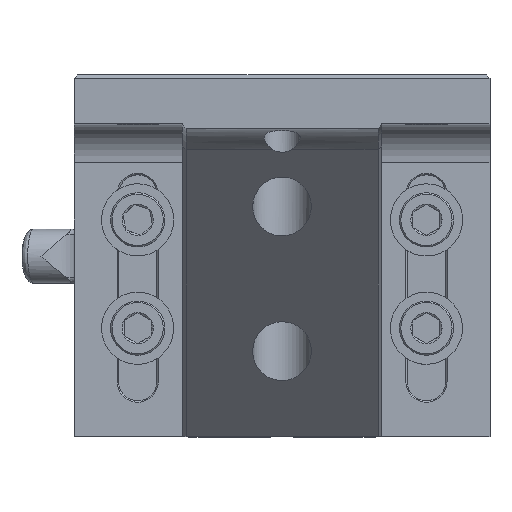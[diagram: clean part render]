
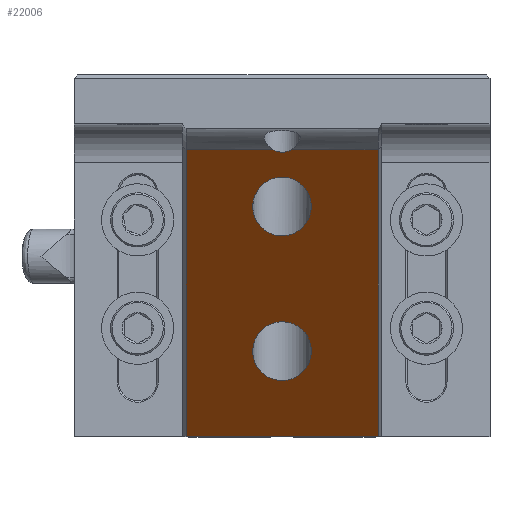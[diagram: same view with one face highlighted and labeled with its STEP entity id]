
A CAD part, top view. The second image highlights one B-rep face of the part: STEP entity #22006.
In plain terms, the highlighted planar face has unit normal (0, -0.707, 0.707).
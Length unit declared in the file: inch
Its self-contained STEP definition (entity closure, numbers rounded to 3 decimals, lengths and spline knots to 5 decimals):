
#184 = ORIENTED_EDGE ( 'NONE', *, *, #2424, .T. ) ;
#474 = CARTESIAN_POINT ( 'NONE',  ( 0.665, -1.25, 1.43 ) ) ;
#583 = EDGE_LOOP ( 'NONE', ( #10656, #16939, #31025, #32313, #38321, #6477 ) ) ;
#1054 = CARTESIAN_POINT ( 'NONE',  ( -0.203, -0.066, 2.614 ) ) ;
#1228 = LINE ( 'NONE', #32657, #24457 ) ;
#1832 = CARTESIAN_POINT ( 'NONE',  ( 0.203, -1.066, 1.614 ) ) ;
#2193 = VECTOR ( 'NONE', #12104, 39.37008 ) ;
#2407 = CARTESIAN_POINT ( 'NONE',  ( -0.203, 0.746, 3.426 ) ) ;
#2424 = EDGE_CURVE ( 'NONE', #32097, #31595, #14887, .T. ) ;
#3818 = EDGE_CURVE ( 'NONE', #27192, #5388, #31128, .T. ) ;
#5130 = DIRECTION ( 'NONE',  ( 1., 0., 0. ) ) ;
#5351 = CARTESIAN_POINT ( 'NONE',  ( 0., -1.25, 1.43 ) ) ;
#5388 = VERTEX_POINT ( 'NONE', #31378 ) ;
#5593 =( BOUNDED_CURVE ( )  B_SPLINE_CURVE ( 3, ( #23668, #8468, #26640, #8591 ),
 .UNSPECIFIED., .F., .F. ) 
 B_SPLINE_CURVE_WITH_KNOTS ( ( 4, 4 ),
 ( 1.5708, 4.71239 ),
 .UNSPECIFIED. ) 
 CURVE ( )  GEOMETRIC_REPRESENTATION_ITEM ( )  RATIONAL_B_SPLINE_CURVE ( ( 1., 0.333, 0.333, 1. ) ) 
 REPRESENTATION_ITEM ( '' )  );
#6076 = VERTEX_POINT ( 'NONE', #19609 ) ;
#6477 = ORIENTED_EDGE ( 'NONE', *, *, #39143, .T. ) ;
#6601 = LINE ( 'NONE', #23270, #22723 ) ;
#7367 = CARTESIAN_POINT ( 'NONE',  ( 0.06553, 0.73355, 3.41355 ) ) ;
#7602 = EDGE_CURVE ( 'NONE', #35000, #16385, #14061, .T. ) ;
#7786 = FACE_BOUND ( 'NONE', #30546, .T. ) ;
#8060 = CARTESIAN_POINT ( 'NONE',  ( -0.203, -1.066, 1.614 ) ) ;
#8289 = PLANE ( 'NONE',  #20175 ) ;
#8429 = DIRECTION ( 'NONE',  ( 0., -0.707, -0.707 ) ) ;
#8468 = CARTESIAN_POINT ( 'NONE',  ( -0.203, -0.254, 2.426 ) ) ;
#8534 = CARTESIAN_POINT ( 'NONE',  ( -0.203, 0.34, 3.02 ) ) ;
#8591 = CARTESIAN_POINT ( 'NONE',  ( 0.203, -0.66, 2.02 ) ) ;
#8687 = EDGE_CURVE ( 'NONE', #35000, #5388, #9722, .T. ) ;
#9090 = CARTESIAN_POINT ( 'NONE',  ( 0., 0.73355, 3.41355 ) ) ;
#9242 = VECTOR ( 'NONE', #32506, 39.37008 ) ;
#9722 =( BOUNDED_CURVE ( )  B_SPLINE_CURVE ( 3, ( #31391, #28325, #34411, #16364 ),
 .UNSPECIFIED., .F., .F. ) 
 B_SPLINE_CURVE_WITH_KNOTS ( ( 4, 4 ),
 ( 2.58977, 3.69341 ),
 .UNSPECIFIED. ) 
 CURVE ( )  GEOMETRIC_REPRESENTATION_ITEM ( )  RATIONAL_B_SPLINE_CURVE ( ( 1., 0.901, 0.901, 1. ) ) 
 REPRESENTATION_ITEM ( '' )  );
#10656 = ORIENTED_EDGE ( 'NONE', *, *, #7602, .F. ) ;
#11532 =( BOUNDED_CURVE ( )  B_SPLINE_CURVE ( 3, ( #16156, #34205, #1054, #22249 ),
 .UNSPECIFIED., .F., .F. ) 
 B_SPLINE_CURVE_WITH_KNOTS ( ( 4, 4 ),
 ( 4.71239, 7.85398 ),
 .UNSPECIFIED. ) 
 CURVE ( )  GEOMETRIC_REPRESENTATION_ITEM ( )  RATIONAL_B_SPLINE_CURVE ( ( 1., 0.333, 0.333, 1. ) ) 
 REPRESENTATION_ITEM ( '' )  );
#12104 = DIRECTION ( 'NONE',  ( 1., 0., 0. ) ) ;
#13214 =( BOUNDED_CURVE ( )  B_SPLINE_CURVE ( 3, ( #8534, #2407, #35666, #17662 ),
 .UNSPECIFIED., .F., .F. ) 
 B_SPLINE_CURVE_WITH_KNOTS ( ( 4, 4 ),
 ( 1.5708, 4.71239 ),
 .UNSPECIFIED. ) 
 CURVE ( )  GEOMETRIC_REPRESENTATION_ITEM ( )  RATIONAL_B_SPLINE_CURVE ( ( 1., 0.333, 0.333, 1. ) ) 
 REPRESENTATION_ITEM ( '' )  );
#14017 = CARTESIAN_POINT ( 'NONE',  ( -0.665, 0.73355, 3.41355 ) ) ;
#14061 = LINE ( 'NONE', #9090, #2193 ) ;
#14157 = CARTESIAN_POINT ( 'NONE',  ( -0.203, -0.66, 2.02 ) ) ;
#14816 = VERTEX_POINT ( 'NONE', #474 ) ;
#14887 =( BOUNDED_CURVE ( )  B_SPLINE_CURVE ( 3, ( #32219, #1832, #8060, #14157 ),
 .UNSPECIFIED., .F., .F. ) 
 B_SPLINE_CURVE_WITH_KNOTS ( ( 4, 4 ),
 ( 4.71239, 7.85398 ),
 .UNSPECIFIED. ) 
 CURVE ( )  GEOMETRIC_REPRESENTATION_ITEM ( )  RATIONAL_B_SPLINE_CURVE ( ( 1., 0.333, 0.333, 1. ) ) 
 REPRESENTATION_ITEM ( '' )  );
#16156 = CARTESIAN_POINT ( 'NONE',  ( 0.203, 0.34, 3.02 ) ) ;
#16282 = ORIENTED_EDGE ( 'NONE', *, *, #37358, .T. ) ;
#16364 = CARTESIAN_POINT ( 'NONE',  ( -0.06553, 0.73355, 3.41355 ) ) ;
#16385 = VERTEX_POINT ( 'NONE', #20490 ) ;
#16787 = FACE_OUTER_BOUND ( 'NONE', #583, .T. ) ;
#16827 = CARTESIAN_POINT ( 'NONE',  ( -0.665, -1.25, 1.43 ) ) ;
#16887 = ORIENTED_EDGE ( 'NONE', *, *, #24701, .T. ) ;
#16939 = ORIENTED_EDGE ( 'NONE', *, *, #8687, .T. ) ;
#17060 = EDGE_CURVE ( 'NONE', #27192, #18592, #17292, .T. ) ;
#17292 = LINE ( 'NONE', #29554, #9242 ) ;
#17662 = CARTESIAN_POINT ( 'NONE',  ( 0.203, 0.34, 3.02 ) ) ;
#17723 = VERTEX_POINT ( 'NONE', #31104 ) ;
#18016 = CARTESIAN_POINT ( 'NONE',  ( -0.203, -0.66, 2.02 ) ) ;
#18592 = VERTEX_POINT ( 'NONE', #16827 ) ;
#19535 = EDGE_CURVE ( 'NONE', #6076, #17723, #11532, .T. ) ;
#19609 = CARTESIAN_POINT ( 'NONE',  ( 0.203, 0.34, 3.02 ) ) ;
#20175 = AXIS2_PLACEMENT_3D ( 'NONE', #5351, #26481, #8429 ) ;
#20490 = CARTESIAN_POINT ( 'NONE',  ( 0.665, 0.73355, 3.41355 ) ) ;
#21071 = EDGE_LOOP ( 'NONE', ( #184, #16282 ) ) ;
#22006 = ADVANCED_FACE ( 'NONE', ( #30920, #16787, #7786 ), #8289, .F. ) ;
#22186 = VECTOR ( 'NONE', #32165, 39.37008 ) ;
#22249 = CARTESIAN_POINT ( 'NONE',  ( -0.203, 0.34, 3.02 ) ) ;
#22723 = VECTOR ( 'NONE', #5130, 39.37008 ) ;
#23270 = CARTESIAN_POINT ( 'NONE',  ( 0., -1.25, 1.43 ) ) ;
#23418 = EDGE_CURVE ( 'NONE', #18592, #14816, #6601, .T. ) ;
#23668 = CARTESIAN_POINT ( 'NONE',  ( -0.203, -0.66, 2.02 ) ) ;
#24168 = CARTESIAN_POINT ( 'NONE',  ( 0.203, -0.66, 2.02 ) ) ;
#24457 = VECTOR ( 'NONE', #29577, 39.37008 ) ;
#24701 = EDGE_CURVE ( 'NONE', #17723, #6076, #13214, .T. ) ;
#26481 = DIRECTION ( 'NONE',  ( 0., 0.707, -0.707 ) ) ;
#26640 = CARTESIAN_POINT ( 'NONE',  ( 0.203, -0.254, 2.426 ) ) ;
#27192 = VERTEX_POINT ( 'NONE', #14017 ) ;
#28325 = CARTESIAN_POINT ( 'NONE',  ( 0.02424, 0.70814, 3.38814 ) ) ;
#29103 = CARTESIAN_POINT ( 'NONE',  ( 0., 0.73355, 3.41355 ) ) ;
#29554 = CARTESIAN_POINT ( 'NONE',  ( -0.665, -1.25, 1.43 ) ) ;
#29577 = DIRECTION ( 'NONE',  ( 0., 0.707, 0.707 ) ) ;
#30546 = EDGE_LOOP ( 'NONE', ( #34413, #16887 ) ) ;
#30920 = FACE_BOUND ( 'NONE', #21071, .T. ) ;
#31025 = ORIENTED_EDGE ( 'NONE', *, *, #3818, .F. ) ;
#31104 = CARTESIAN_POINT ( 'NONE',  ( -0.203, 0.34, 3.02 ) ) ;
#31128 = LINE ( 'NONE', #29103, #22186 ) ;
#31378 = CARTESIAN_POINT ( 'NONE',  ( -0.06553, 0.73355, 3.41355 ) ) ;
#31391 = CARTESIAN_POINT ( 'NONE',  ( 0.06553, 0.73355, 3.41355 ) ) ;
#31595 = VERTEX_POINT ( 'NONE', #18016 ) ;
#32097 = VERTEX_POINT ( 'NONE', #24168 ) ;
#32165 = DIRECTION ( 'NONE',  ( 1., 0., 0. ) ) ;
#32219 = CARTESIAN_POINT ( 'NONE',  ( 0.203, -0.66, 2.02 ) ) ;
#32313 = ORIENTED_EDGE ( 'NONE', *, *, #17060, .T. ) ;
#32506 = DIRECTION ( 'NONE',  ( 0., -0.707, -0.707 ) ) ;
#32657 = CARTESIAN_POINT ( 'NONE',  ( 0.665, 0.73355, 3.41355 ) ) ;
#34205 = CARTESIAN_POINT ( 'NONE',  ( 0.203, -0.066, 2.614 ) ) ;
#34411 = CARTESIAN_POINT ( 'NONE',  ( -0.02424, 0.70814, 3.38814 ) ) ;
#34413 = ORIENTED_EDGE ( 'NONE', *, *, #19535, .T. ) ;
#35000 = VERTEX_POINT ( 'NONE', #7367 ) ;
#35666 = CARTESIAN_POINT ( 'NONE',  ( 0.203, 0.746, 3.426 ) ) ;
#37358 = EDGE_CURVE ( 'NONE', #31595, #32097, #5593, .T. ) ;
#38321 = ORIENTED_EDGE ( 'NONE', *, *, #23418, .T. ) ;
#39143 = EDGE_CURVE ( 'NONE', #14816, #16385, #1228, .T. ) ;
